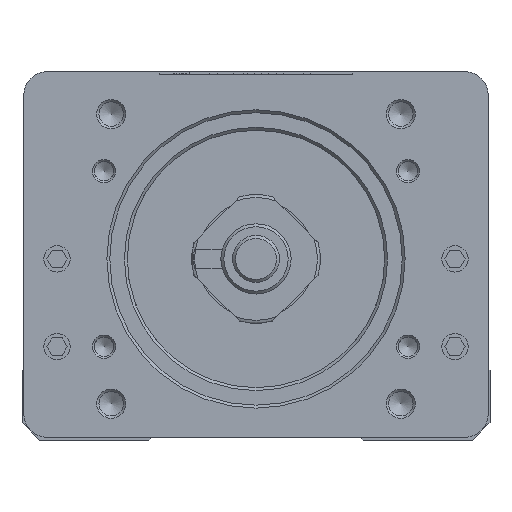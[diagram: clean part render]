
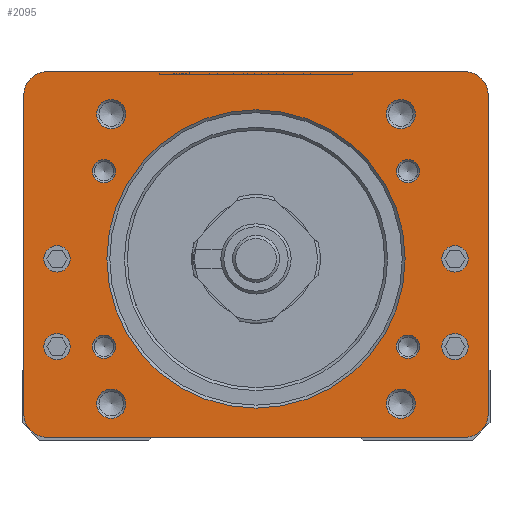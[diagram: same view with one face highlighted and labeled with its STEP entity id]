
A CAD part, front view. The second image highlights one B-rep face of the part: STEP entity #2095.
In plain terms, the highlighted planar face has unit normal (0, -1, 0).
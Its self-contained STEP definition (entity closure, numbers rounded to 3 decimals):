
#1130=FACE_BOUND('',#4936,.T.);
#1131=FACE_BOUND('',#4937,.T.);
#1132=FACE_BOUND('',#4938,.T.);
#1133=FACE_BOUND('',#4939,.T.);
#1134=FACE_BOUND('',#4940,.T.);
#1135=FACE_BOUND('',#4941,.T.);
#1136=FACE_BOUND('',#4942,.T.);
#1137=FACE_BOUND('',#4943,.T.);
#1138=FACE_BOUND('',#4944,.T.);
#1139=FACE_BOUND('',#4945,.T.);
#1140=FACE_BOUND('',#4946,.T.);
#1141=FACE_BOUND('',#4947,.T.);
#1142=FACE_BOUND('',#4948,.T.);
#1143=FACE_BOUND('',#4949,.T.);
#2095=ADVANCED_FACE('',(#1130,#1131,#1132,#1133,#1134,#1135,#1136,#1137,
#1138,#1139,#1140,#1141,#1142,#1143),#3041,.T.);
#3041=PLANE('',#20455);
#4936=EDGE_LOOP('',(#8512));
#4937=EDGE_LOOP('',(#8513));
#4938=EDGE_LOOP('',(#8514));
#4939=EDGE_LOOP('',(#8515));
#4940=EDGE_LOOP('',(#8516));
#4941=EDGE_LOOP('',(#8517));
#4942=EDGE_LOOP('',(#8518));
#4943=EDGE_LOOP('',(#8519));
#4944=EDGE_LOOP('',(#8520));
#4945=EDGE_LOOP('',(#8521));
#4946=EDGE_LOOP('',(#8522));
#4947=EDGE_LOOP('',(#8523));
#4948=EDGE_LOOP('',(#8524));
#4949=EDGE_LOOP('',(#8525,#8526,#8527,#8528,#8529,#8530,#8531,#8532));
#6004=CIRCLE('',#20265,4.);
#6005=CIRCLE('',#20267,4.);
#6006=CIRCLE('',#20269,2.);
#6007=CIRCLE('',#20271,2.);
#6008=CIRCLE('',#20273,2.);
#6009=CIRCLE('',#20275,2.);
#6010=CIRCLE('',#20277,2.5);
#6011=CIRCLE('',#20279,2.5);
#6012=CIRCLE('',#20281,2.5);
#6013=CIRCLE('',#20283,2.5);
#6014=CIRCLE('',#20285,25.5);
#6019=CIRCLE('',#20294,2.25);
#6021=CIRCLE('',#20297,2.25);
#6023=CIRCLE('',#20300,2.25);
#6025=CIRCLE('',#20303,2.25);
#6093=CIRCLE('',#20451,4.);
#6095=CIRCLE('',#20454,4.);
#8512=ORIENTED_EDGE('',*,*,#14456,.T.);
#8513=ORIENTED_EDGE('',*,*,#14455,.T.);
#8514=ORIENTED_EDGE('',*,*,#14454,.T.);
#8515=ORIENTED_EDGE('',*,*,#14453,.T.);
#8516=ORIENTED_EDGE('',*,*,#14452,.T.);
#8517=ORIENTED_EDGE('',*,*,#14451,.T.);
#8518=ORIENTED_EDGE('',*,*,#14450,.T.);
#8519=ORIENTED_EDGE('',*,*,#14449,.T.);
#8520=ORIENTED_EDGE('',*,*,#14448,.T.);
#8521=ORIENTED_EDGE('',*,*,#14468,.T.);
#8522=ORIENTED_EDGE('',*,*,#14466,.T.);
#8523=ORIENTED_EDGE('',*,*,#14464,.T.);
#8524=ORIENTED_EDGE('',*,*,#14462,.T.);
#8525=ORIENTED_EDGE('',*,*,#14633,.T.);
#8526=ORIENTED_EDGE('',*,*,#14636,.T.);
#8527=ORIENTED_EDGE('',*,*,#14637,.T.);
#8528=ORIENTED_EDGE('',*,*,#14572,.T.);
#8529=ORIENTED_EDGE('',*,*,#14446,.T.);
#8530=ORIENTED_EDGE('',*,*,#14510,.T.);
#8531=ORIENTED_EDGE('',*,*,#14443,.T.);
#8532=ORIENTED_EDGE('',*,*,#14565,.T.);
#12352=VERTEX_POINT('',#29876);
#12353=VERTEX_POINT('',#29878);
#12354=VERTEX_POINT('',#29882);
#12355=VERTEX_POINT('',#29884);
#12356=VERTEX_POINT('',#29888);
#12357=VERTEX_POINT('',#29891);
#12358=VERTEX_POINT('',#29894);
#12359=VERTEX_POINT('',#29897);
#12360=VERTEX_POINT('',#29900);
#12361=VERTEX_POINT('',#29903);
#12362=VERTEX_POINT('',#29906);
#12363=VERTEX_POINT('',#29909);
#12364=VERTEX_POINT('',#29912);
#12369=VERTEX_POINT('',#29927);
#12371=VERTEX_POINT('',#29932);
#12373=VERTEX_POINT('',#29937);
#12375=VERTEX_POINT('',#29942);
#12442=VERTEX_POINT('',#30251);
#12447=VERTEX_POINT('',#30265);
#12503=VERTEX_POINT('',#30408);
#12505=VERTEX_POINT('',#30414);
#14443=EDGE_CURVE('',#12353,#12352,#6004,.T.);
#14446=EDGE_CURVE('',#12355,#12354,#6005,.T.);
#14448=EDGE_CURVE('',#12356,#12356,#6006,.T.);
#14449=EDGE_CURVE('',#12357,#12357,#6007,.T.);
#14450=EDGE_CURVE('',#12358,#12358,#6008,.T.);
#14451=EDGE_CURVE('',#12359,#12359,#6009,.T.);
#14452=EDGE_CURVE('',#12360,#12360,#6010,.T.);
#14453=EDGE_CURVE('',#12361,#12361,#6011,.T.);
#14454=EDGE_CURVE('',#12362,#12362,#6012,.T.);
#14455=EDGE_CURVE('',#12363,#12363,#6013,.T.);
#14456=EDGE_CURVE('',#12364,#12364,#6014,.T.);
#14462=EDGE_CURVE('',#12369,#12369,#6019,.T.);
#14464=EDGE_CURVE('',#12371,#12371,#6021,.T.);
#14466=EDGE_CURVE('',#12373,#12373,#6023,.T.);
#14468=EDGE_CURVE('',#12375,#12375,#6025,.T.);
#14510=EDGE_CURVE('',#12354,#12353,#16799,.T.);
#14565=EDGE_CURVE('',#12352,#12442,#16824,.T.);
#14572=EDGE_CURVE('',#12447,#12355,#16831,.T.);
#14633=EDGE_CURVE('',#12442,#12503,#6093,.T.);
#14636=EDGE_CURVE('',#12503,#12505,#16857,.T.);
#14637=EDGE_CURVE('',#12505,#12447,#6095,.T.);
#16799=LINE('',#30087,#18581);
#16824=LINE('',#30252,#18606);
#16831=LINE('',#30264,#18613);
#16857=LINE('',#30413,#18639);
#18581=VECTOR('',#23515,1.);
#18606=VECTOR('',#23650,1.);
#18613=VECTOR('',#23659,1.);
#18639=VECTOR('',#23815,1.);
#20265=AXIS2_PLACEMENT_3D('',#29877,#23354,#23355);
#20267=AXIS2_PLACEMENT_3D('',#29883,#23360,#23361);
#20269=AXIS2_PLACEMENT_3D('',#29887,#23365,#23366);
#20271=AXIS2_PLACEMENT_3D('',#29890,#23369,#23370);
#20273=AXIS2_PLACEMENT_3D('',#29893,#23373,#23374);
#20275=AXIS2_PLACEMENT_3D('',#29896,#23377,#23378);
#20277=AXIS2_PLACEMENT_3D('',#29899,#23381,#23382);
#20279=AXIS2_PLACEMENT_3D('',#29902,#23385,#23386);
#20281=AXIS2_PLACEMENT_3D('',#29905,#23389,#23390);
#20283=AXIS2_PLACEMENT_3D('',#29908,#23393,#23394);
#20285=AXIS2_PLACEMENT_3D('',#29911,#23397,#23398);
#20294=AXIS2_PLACEMENT_3D('',#29926,#23416,#23417);
#20297=AXIS2_PLACEMENT_3D('',#29931,#23422,#23423);
#20300=AXIS2_PLACEMENT_3D('',#29936,#23428,#23429);
#20303=AXIS2_PLACEMENT_3D('',#29941,#23434,#23435);
#20451=AXIS2_PLACEMENT_3D('',#30407,#23808,#23809);
#20454=AXIS2_PLACEMENT_3D('',#30415,#23816,#23817);
#20455=AXIS2_PLACEMENT_3D('',#30416,#23818,#23819);
#23354=DIRECTION('',(0.,-1.,0.));
#23355=DIRECTION('',(1.,0.,0.));
#23360=DIRECTION('',(0.,-1.,0.));
#23361=DIRECTION('',(1.,0.,0.));
#23365=DIRECTION('',(0.,1.,0.));
#23366=DIRECTION('',(0.,0.,-1.));
#23369=DIRECTION('',(0.,1.,0.));
#23370=DIRECTION('',(0.,0.,-1.));
#23373=DIRECTION('',(0.,1.,0.));
#23374=DIRECTION('',(0.,0.,-1.));
#23377=DIRECTION('',(0.,1.,0.));
#23378=DIRECTION('',(0.,0.,-1.));
#23381=DIRECTION('',(0.,1.,0.));
#23382=DIRECTION('',(0.,0.,-1.));
#23385=DIRECTION('',(0.,1.,0.));
#23386=DIRECTION('',(0.,0.,-1.));
#23389=DIRECTION('',(0.,1.,0.));
#23390=DIRECTION('',(0.,0.,-1.));
#23393=DIRECTION('',(0.,1.,0.));
#23394=DIRECTION('',(0.,0.,-1.));
#23397=DIRECTION('',(0.,1.,0.));
#23398=DIRECTION('',(0.,0.,-1.));
#23416=DIRECTION('',(0.,1.,0.));
#23417=DIRECTION('',(0.,0.,-1.));
#23422=DIRECTION('',(0.,1.,0.));
#23423=DIRECTION('',(0.,0.,-1.));
#23428=DIRECTION('',(0.,1.,0.));
#23429=DIRECTION('',(0.,0.,-1.));
#23434=DIRECTION('',(0.,1.,0.));
#23435=DIRECTION('',(0.,0.,-1.));
#23515=DIRECTION('',(-1.,0.,0.));
#23650=DIRECTION('',(0.,0.,-1.));
#23659=DIRECTION('',(0.,0.,1.));
#23808=DIRECTION('',(0.,-1.,0.));
#23809=DIRECTION('',(1.,0.,0.));
#23815=DIRECTION('',(1.,0.,0.));
#23816=DIRECTION('',(0.,-1.,0.));
#23817=DIRECTION('',(1.,0.,0.));
#23818=DIRECTION('',(0.,-1.,0.));
#23819=DIRECTION('',(0.,0.,1.));
#29876=CARTESIAN_POINT('',(-39.7,-243.7,40.));
#29877=CARTESIAN_POINT('',(-35.7,-243.7,40.));
#29878=CARTESIAN_POINT('',(-35.7,-243.7,44.));
#29882=CARTESIAN_POINT('',(35.7,-243.7,44.));
#29883=CARTESIAN_POINT('',(35.7,-243.7,40.));
#29884=CARTESIAN_POINT('',(39.7,-243.7,40.));
#29887=CARTESIAN_POINT('',(-25.981,-243.7,27.));
#29888=CARTESIAN_POINT('',(-25.981,-243.7,25.));
#29890=CARTESIAN_POINT('',(-25.981,-243.7,-3.));
#29891=CARTESIAN_POINT('',(-25.981,-243.7,-5.));
#29893=CARTESIAN_POINT('',(25.981,-243.7,27.));
#29894=CARTESIAN_POINT('',(25.981,-243.7,25.));
#29896=CARTESIAN_POINT('',(25.981,-243.7,-3.));
#29897=CARTESIAN_POINT('',(25.981,-243.7,-5.));
#29899=CARTESIAN_POINT('',(24.749,-243.7,36.749));
#29900=CARTESIAN_POINT('',(24.749,-243.7,34.249));
#29902=CARTESIAN_POINT('',(24.749,-243.7,-12.749));
#29903=CARTESIAN_POINT('',(24.749,-243.7,-15.249));
#29905=CARTESIAN_POINT('',(-24.749,-243.7,-12.749));
#29906=CARTESIAN_POINT('',(-24.749,-243.7,-15.249));
#29908=CARTESIAN_POINT('',(-24.749,-243.7,36.749));
#29909=CARTESIAN_POINT('',(-24.749,-243.7,34.249));
#29911=CARTESIAN_POINT('',(0.,-243.7,12.));
#29912=CARTESIAN_POINT('',(0.,-243.7,-13.5));
#29926=CARTESIAN_POINT('',(34.,-243.7,12.));
#29927=CARTESIAN_POINT('',(34.,-243.7,9.75));
#29931=CARTESIAN_POINT('',(34.,-243.7,-3.));
#29932=CARTESIAN_POINT('',(34.,-243.7,-5.25));
#29936=CARTESIAN_POINT('',(-34.,-243.7,12.));
#29937=CARTESIAN_POINT('',(-34.,-243.7,9.75));
#29941=CARTESIAN_POINT('',(-34.,-243.7,-3.));
#29942=CARTESIAN_POINT('',(-34.,-243.7,-5.25));
#30087=CARTESIAN_POINT('',(35.7,-243.7,44.));
#30251=CARTESIAN_POINT('',(-39.7,-243.7,-14.5));
#30252=CARTESIAN_POINT('',(-39.7,-243.7,40.));
#30264=CARTESIAN_POINT('',(39.7,-243.7,-14.5));
#30265=CARTESIAN_POINT('',(39.7,-243.7,-14.5));
#30407=CARTESIAN_POINT('',(-35.7,-243.7,-14.5));
#30408=CARTESIAN_POINT('',(-35.7,-243.7,-18.5));
#30413=CARTESIAN_POINT('',(-35.7,-243.7,-18.5));
#30414=CARTESIAN_POINT('',(35.7,-243.7,-18.5));
#30415=CARTESIAN_POINT('',(35.7,-243.7,-14.5));
#30416=CARTESIAN_POINT('',(-35.7,-243.7,-14.5));
